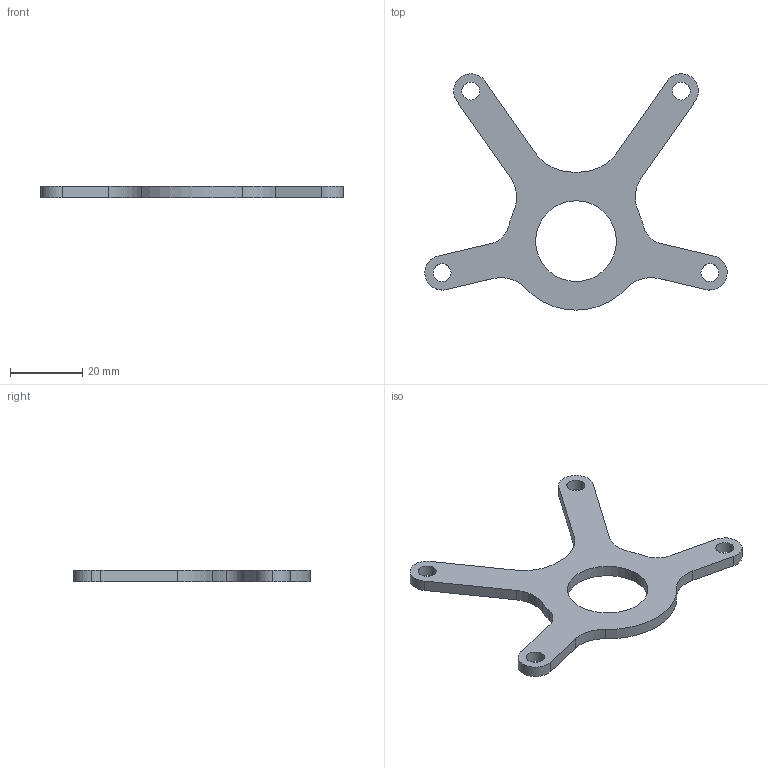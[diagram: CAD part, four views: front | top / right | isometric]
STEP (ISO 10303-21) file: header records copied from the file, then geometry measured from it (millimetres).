
FILE_DESCRIPTION (( 'STEP AP203' ), '1' );
FILE_NAME ('4400-23-P-0204 (2 Piezas).STEP', '2023-01-31T00:12:04', ( '' ), ( '' ), 'SwSTEP 2.0', 'SolidWorks 2022', '' );
FILE_SCHEMA (( 'CONFIG_CONTROL_DESIGN' ));
Length unit declared in the file: inch
Products named in the file (1): 4400-23-P-0204 (2 Piezas)
Bounding box: 83.47 x 65.24 x 3.17 mm (x, y, z)
Volume: 5822.8 mm3; surface area: 5155.9 mm2
Topology: 1 solids, 1 shells, 39 faces, 111 edges, 74 vertices
Faces by surface type: cylinder 29, plane 10
Entity records: 1402 total; most frequent: DIRECTION 249, CARTESIAN_POINT 225, ORIENTED_EDGE 222, EDGE_CURVE 111, AXIS2_PLACEMENT_3D 98, VERTEX_POINT 74, CIRCLE 58, LINE 53
